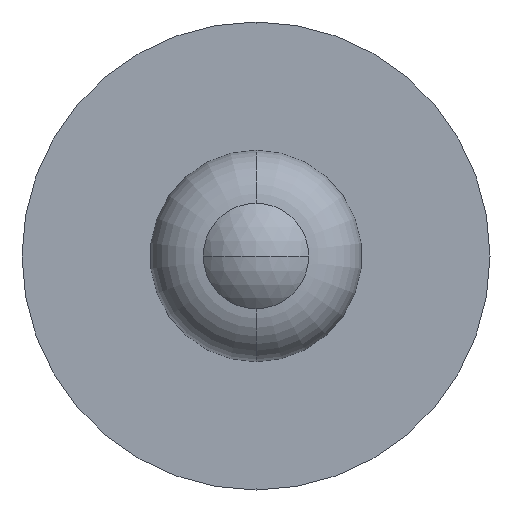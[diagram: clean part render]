
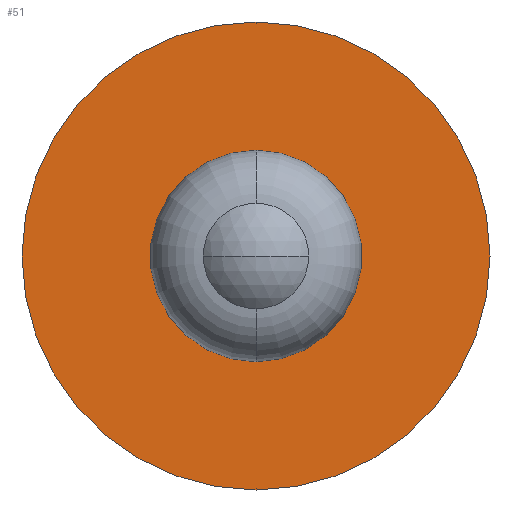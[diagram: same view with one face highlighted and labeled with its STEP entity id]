
A CAD part, front view. The second image highlights one B-rep face of the part: STEP entity #51.
In plain terms, the highlighted planar face has unit normal (0, -1, 0).
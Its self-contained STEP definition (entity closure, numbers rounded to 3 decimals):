
#9 = EDGE_CURVE ( 'NONE', #59, #73, #207, .T. ) ;
#12 = EDGE_LOOP ( 'NONE', ( #200, #25 ) ) ;
#25 = ORIENTED_EDGE ( 'NONE', *, *, #341, .T. ) ;
#46 = CIRCLE ( 'NONE', #116, 2.525 ) ;
#51 = ADVANCED_FACE ( 'NONE', ( #242, #247 ), #362, .T. ) ;
#52 = CARTESIAN_POINT ( 'NONE',  ( 0., 21.75, -8.065 ) ) ;
#59 = VERTEX_POINT ( 'NONE', #52 ) ;
#60 = CARTESIAN_POINT ( 'NONE',  ( 0., 21.75, 8.065 ) ) ;
#67 = DIRECTION ( 'NONE',  ( 0., 0., -1. ) ) ;
#73 = VERTEX_POINT ( 'NONE', #60 ) ;
#90 = DIRECTION ( 'NONE',  ( 0., -1., 0. ) ) ;
#91 = CIRCLE ( 'NONE', #149, 8.065 ) ;
#98 = CARTESIAN_POINT ( 'NONE',  ( 0., 21.75, 2.525 ) ) ;
#99 = CARTESIAN_POINT ( 'NONE',  ( 0., 21.75, 0. ) ) ;
#100 = DIRECTION ( 'NONE',  ( 0., -1., 0. ) ) ;
#101 = DIRECTION ( 'NONE',  ( 0., 0., -1. ) ) ;
#106 = AXIS2_PLACEMENT_3D ( 'NONE', #331, #338, #67 ) ;
#116 = AXIS2_PLACEMENT_3D ( 'NONE', #147, #152, #161 ) ;
#121 = AXIS2_PLACEMENT_3D ( 'NONE', #283, #90, #164 ) ;
#126 = VERTEX_POINT ( 'NONE', #136 ) ;
#136 = CARTESIAN_POINT ( 'NONE',  ( 0., 21.75, -2.525 ) ) ;
#147 = CARTESIAN_POINT ( 'NONE',  ( 0., 21.75, 0. ) ) ;
#149 = AXIS2_PLACEMENT_3D ( 'NONE', #99, #100, #101 ) ;
#152 = DIRECTION ( 'NONE',  ( 0., -1., 0. ) ) ;
#161 = DIRECTION ( 'NONE',  ( 0., 0., -1. ) ) ;
#164 = DIRECTION ( 'NONE',  ( 0., 0., -1. ) ) ;
#197 = EDGE_CURVE ( 'NONE', #126, #358, #216, .T. ) ;
#200 = ORIENTED_EDGE ( 'NONE', *, *, #9, .T. ) ;
#207 = CIRCLE ( 'NONE', #106, 8.065 ) ;
#214 = ORIENTED_EDGE ( 'NONE', *, *, #369, .F. ) ;
#216 = CIRCLE ( 'NONE', #329, 2.525 ) ;
#221 = ORIENTED_EDGE ( 'NONE', *, *, #197, .F. ) ;
#226 = EDGE_LOOP ( 'NONE', ( #221, #214 ) ) ;
#242 = FACE_OUTER_BOUND ( 'NONE', #12, .T. ) ;
#247 = FACE_BOUND ( 'NONE', #226, .T. ) ;
#277 = DIRECTION ( 'NONE',  ( 0., -1., 0. ) ) ;
#281 = CARTESIAN_POINT ( 'NONE',  ( 0., 21.75, 0. ) ) ;
#283 = CARTESIAN_POINT ( 'NONE',  ( 2.525, 21.75, 0. ) ) ;
#284 = DIRECTION ( 'NONE',  ( 0., 0., -1. ) ) ;
#329 = AXIS2_PLACEMENT_3D ( 'NONE', #281, #277, #284 ) ;
#331 = CARTESIAN_POINT ( 'NONE',  ( 0., 21.75, 0. ) ) ;
#338 = DIRECTION ( 'NONE',  ( 0., -1., 0. ) ) ;
#341 = EDGE_CURVE ( 'NONE', #73, #59, #91, .T. ) ;
#358 = VERTEX_POINT ( 'NONE', #98 ) ;
#362 = PLANE ( 'NONE',  #121 ) ;
#369 = EDGE_CURVE ( 'NONE', #358, #126, #46, .T. ) ;
